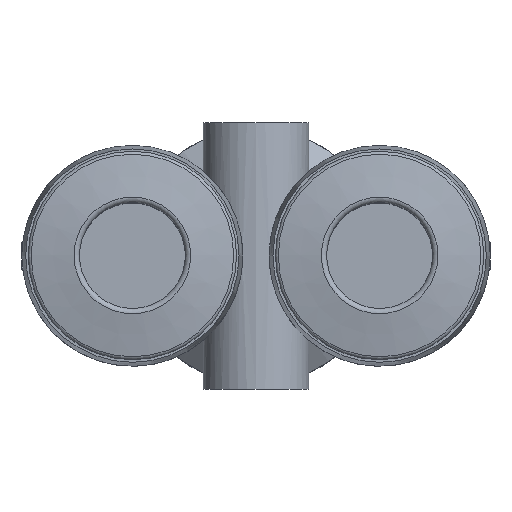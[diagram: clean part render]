
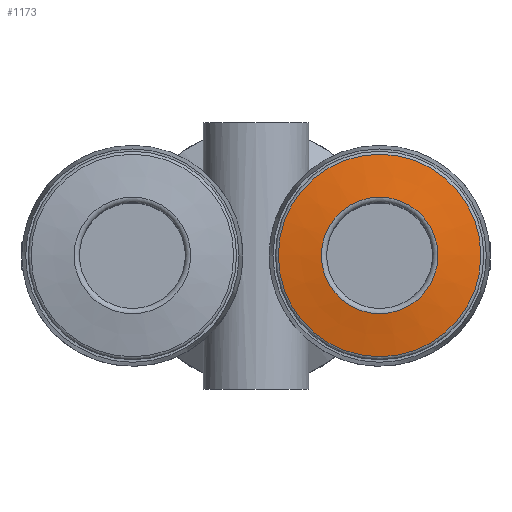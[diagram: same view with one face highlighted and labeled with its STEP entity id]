
A CAD part, top view. The second image highlights one B-rep face of the part: STEP entity #1173.
In plain terms, the highlighted conical face has half-angle 80 degrees and reference radius 5.735 mm.
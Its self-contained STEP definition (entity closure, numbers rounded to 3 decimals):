
#76=CONICAL_SURFACE('',#1336,5.735,1.396);
#337=ORIENTED_EDGE('',*,*,#553,.F.);
#338=ORIENTED_EDGE('',*,*,#552,.T.);
#552=EDGE_CURVE('',#678,#678,#771,.T.);
#553=EDGE_CURVE('',#679,#679,#772,.T.);
#678=VERTEX_POINT('',#2154);
#679=VERTEX_POINT('',#2157);
#771=CIRCLE('',#1335,5.735);
#772=CIRCLE('',#1337,3.3);
#888=EDGE_LOOP('',(#337));
#889=EDGE_LOOP('',(#338));
#1034=FACE_BOUND('',#888,.T.);
#1035=FACE_BOUND('',#889,.T.);
#1173=ADVANCED_FACE('',(#1034,#1035),#76,.T.);
#1335=AXIS2_PLACEMENT_3D('',#2153,#1639,#1640);
#1336=AXIS2_PLACEMENT_3D('',#2155,#1641,#1642);
#1337=AXIS2_PLACEMENT_3D('',#2156,#1643,#1644);
#1639=DIRECTION('',(0.,0.,1.));
#1640=DIRECTION('',(1.,0.,0.));
#1641=DIRECTION('',(0.,0.,-1.));
#1642=DIRECTION('',(-1.,0.,0.));
#1643=DIRECTION('',(0.,0.,1.));
#1644=DIRECTION('',(1.,0.,0.));
#2153=CARTESIAN_POINT('',(7.,0.,16.971));
#2154=CARTESIAN_POINT('',(12.735,0.,16.971));
#2155=CARTESIAN_POINT('',(7.,0.,16.971));
#2156=CARTESIAN_POINT('',(7.,0.,17.4));
#2157=CARTESIAN_POINT('',(10.3,0.,17.4));
